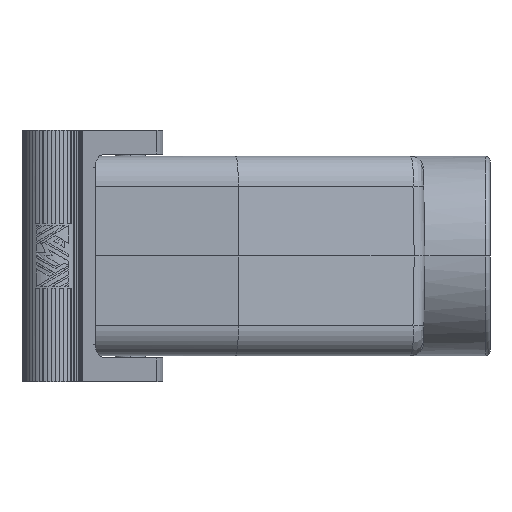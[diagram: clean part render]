
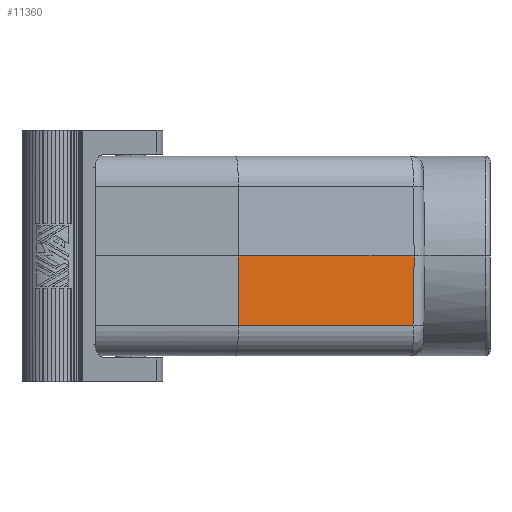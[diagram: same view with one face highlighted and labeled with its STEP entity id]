
A CAD part, left-side view. The second image highlights one B-rep face of the part: STEP entity #11360.
In plain terms, the highlighted face is planar.
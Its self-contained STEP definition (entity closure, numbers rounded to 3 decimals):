
#10970=CARTESIAN_POINT('',(56.499,68.576,
-8.061));
#10980=DIRECTION('',(0.985,0.174,
-0.017));
#10990=DIRECTION('',(-0.017,-0.003,
-1.));
#11000=AXIS2_PLACEMENT_3D('',#10970,#10980,#10990);
#11010=PLANE('',#11000);
#11020=CARTESIAN_POINT('',(56.36,68.552,
-16.122));
#11030=DIRECTION('',(-0.174,0.985,
0.));
#11040=VECTOR('',#11030,1.);
#11050=LINE('',#11020,#11040);
#11060=CARTESIAN_POINT('',(58.472,56.576,
-16.122));
#11070=VERTEX_POINT('',#11060);
#11080=CARTESIAN_POINT('',(51.372,96.84,
-16.122));
#11090=VERTEX_POINT('',#11080);
#11100=EDGE_CURVE('',#11070,#11090,#11050,.T.);
#11110=ORIENTED_EDGE('',*,*,#11100,.T.);
#11120=CARTESIAN_POINT('',(58.753,56.6,0.));
#11130=DIRECTION('',(0.017,0.002,
1.));
#11140=VECTOR('',#11130,1.);
#11150=LINE('',#11120,#11140);
#11160=CARTESIAN_POINT('',(58.753,56.6,
0.));
#11170=VERTEX_POINT('',#11160);
#11180=EDGE_CURVE('',#11070,#11170,#11150,.T.);
#11190=ORIENTED_EDGE('',*,*,#11180,.F.);
#11200=CARTESIAN_POINT('',(58.893,55.81,
0.));
#11210=DIRECTION('',(-0.174,0.985,
0.));
#11220=VECTOR('',#11210,1.);
#11230=LINE('',#11200,#11220);
#11240=CARTESIAN_POINT('',(51.608,97.122,
0.));
#11250=VERTEX_POINT('',#11240);
#11260=EDGE_CURVE('',#11170,#11250,#11230,.T.);
#11270=ORIENTED_EDGE('',*,*,#11260,.F.);
#11280=CARTESIAN_POINT('',(51.608,97.121,
-0.052));
#11290=DIRECTION('',(0.015,0.017,
1.));
#11300=VECTOR('',#11290,1.);
#11310=LINE('',#11280,#11300);
#11320=EDGE_CURVE('',#11090,#11250,#11310,.T.);
#11330=ORIENTED_EDGE('',*,*,#11320,.T.);
#11340=EDGE_LOOP('',(#11330,#11270,#11190,#11110));
#11350=FACE_OUTER_BOUND('',#11340,.T.);
#11360=ADVANCED_FACE('',(#11350),#11010,.T.);
